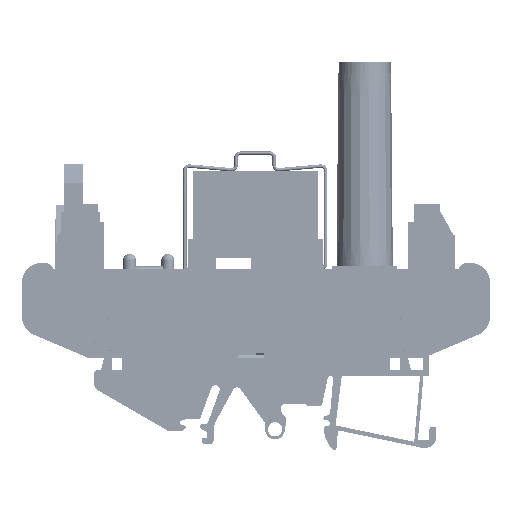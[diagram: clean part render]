
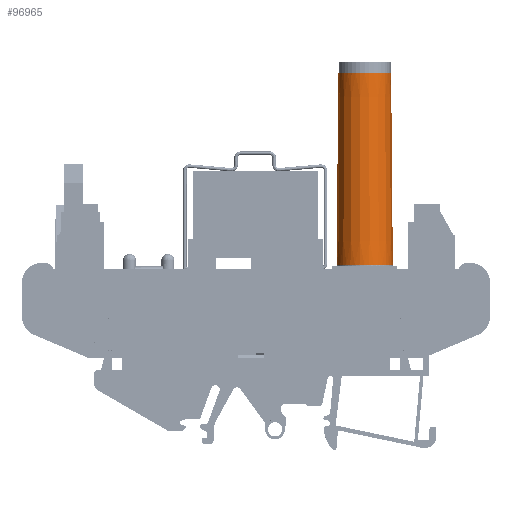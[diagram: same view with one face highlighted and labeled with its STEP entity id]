
A CAD part, left-side view. The second image highlights one B-rep face of the part: STEP entity #96965.
In plain terms, the highlighted conical face has half-angle 0.5 degrees and reference radius 6.497 mm.
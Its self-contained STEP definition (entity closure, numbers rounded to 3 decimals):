
#96952=AXIS2_PLACEMENT_3D('Cone Axis2P3D',#96949,#96950,#96951) ;
#96956=AXIS2_PLACEMENT_3D('Circle Axis2P3D',#96954,#96955,$) ;
#96320=CARTESIAN_POINT('Vertex',(12.75,22.465,42.949)) ;
#96334=CARTESIAN_POINT('Vertex',(12.75,35.46,42.949)) ;
#96408=CARTESIAN_POINT('Control Point',(12.75,35.46,42.949)) ;
#96409=CARTESIAN_POINT('Control Point',(11.729,35.46,42.949)) ;
#96410=CARTESIAN_POINT('Control Point',(10.709,35.26,42.949)) ;
#96411=CARTESIAN_POINT('Control Point',(9.741,34.859,42.949)) ;
#96412=CARTESIAN_POINT('Control Point',(8.014,33.699,42.949)) ;
#96413=CARTESIAN_POINT('Control Point',(6.854,31.972,42.949)) ;
#96414=CARTESIAN_POINT('Control Point',(6.453,31.004,42.949)) ;
#96415=CARTESIAN_POINT('Control Point',(6.052,28.963,42.949)) ;
#96416=CARTESIAN_POINT('Control Point',(6.453,26.922,42.949)) ;
#96417=CARTESIAN_POINT('Control Point',(6.854,25.954,42.949)) ;
#96418=CARTESIAN_POINT('Control Point',(8.014,24.227,42.949)) ;
#96419=CARTESIAN_POINT('Control Point',(9.741,23.067,42.949)) ;
#96420=CARTESIAN_POINT('Control Point',(10.709,22.666,42.949)) ;
#96421=CARTESIAN_POINT('Control Point',(11.729,22.465,42.949)) ;
#96422=CARTESIAN_POINT('Control Point',(12.75,22.465,42.949)) ;
#96739=CARTESIAN_POINT('Vertex',(12.75,35.074,87.154)) ;
#96741=CARTESIAN_POINT('Vertex',(12.75,22.851,87.154)) ;
#96744=CARTESIAN_POINT('Line Origine',(12.718,-4337.554,-499565.748)) ;
#96819=CARTESIAN_POINT('Line Origine',(12.781,4395.479,-499565.748)) ;
#96949=CARTESIAN_POINT('Axis2P3D Location',(12.75,28.963,42.949)) ;
#96954=CARTESIAN_POINT('Axis2P3D Location',(12.75,28.963,87.154)) ;
#96745=DIRECTION('Vector Direction',(0.,-0.009,-1.)) ;
#96820=DIRECTION('Vector Direction',(0.,0.009,-1.)) ;
#96950=DIRECTION('Axis2P3D Direction',(0.,0.,-1.)) ;
#96951=DIRECTION('Axis2P3D XDirection',(0.,-1.,0.)) ;
#96955=DIRECTION('Axis2P3D Direction',(0.,0.,-1.)) ;
#96746=VECTOR('Line Direction',#96745,1.) ;
#96821=VECTOR('Line Direction',#96820,1.) ;
#96960=ORIENTED_EDGE('',*,*,#96748,.F.) ;
#96961=ORIENTED_EDGE('',*,*,#96958,.T.) ;
#96962=ORIENTED_EDGE('',*,*,#96823,.T.) ;
#96963=ORIENTED_EDGE('',*,*,#96423,.T.) ;
#96965=ADVANCED_FACE('NONE',(#96964),#96953,.T.) ;
#96407=B_SPLINE_CURVE_WITH_KNOTS('',5,(#96408,#96409,#96410,#96411,#96412,#96413,#96414,#96415,#96416,#96417,#96418,#96419,#96420,#96421,#96422),.UNSPECIFIED.,.F.,.U.,(6,3,3,3,6),(-10.206,-5.103,0.,5.103,10.206),.UNSPECIFIED.) ;
#96957=CIRCLE('generated circle',#96956,6.112) ;
#96953=CONICAL_SURFACE('Cone',#96952,6.497,0.009) ;
#96423=EDGE_CURVE('',#96335,#96321,#96407,.T.) ;
#96748=EDGE_CURVE('',#96742,#96321,#96747,.T.) ;
#96823=EDGE_CURVE('',#96740,#96335,#96822,.T.) ;
#96958=EDGE_CURVE('',#96742,#96740,#96957,.T.) ;
#96959=EDGE_LOOP('',(#96960,#96961,#96962,#96963)) ;
#96964=FACE_OUTER_BOUND('',#96959,.T.) ;
#96747=LINE('Line',#96744,#96746) ;
#96822=LINE('Line',#96819,#96821) ;
#96321=VERTEX_POINT('',#96320) ;
#96335=VERTEX_POINT('',#96334) ;
#96740=VERTEX_POINT('',#96739) ;
#96742=VERTEX_POINT('',#96741) ;
